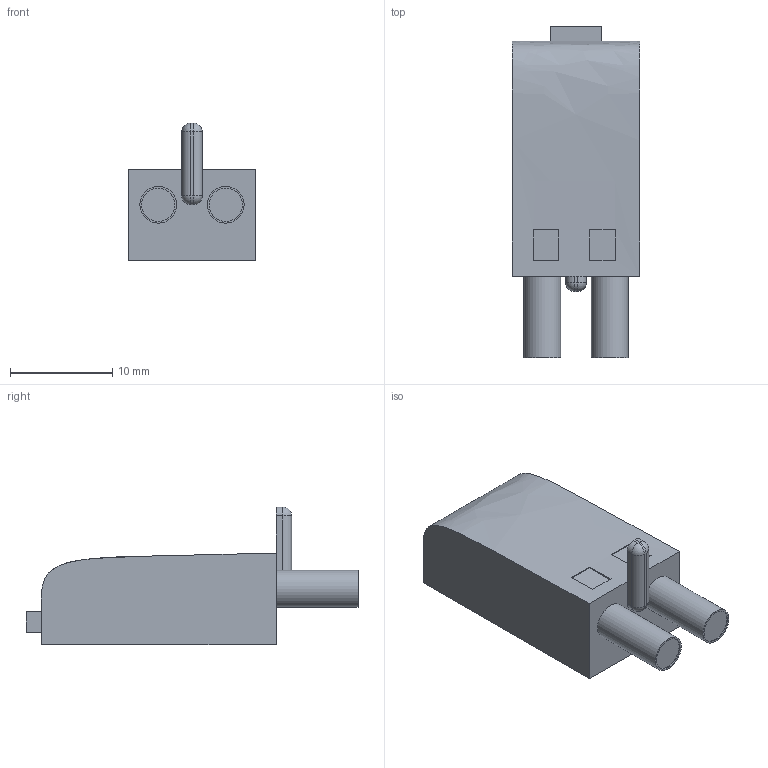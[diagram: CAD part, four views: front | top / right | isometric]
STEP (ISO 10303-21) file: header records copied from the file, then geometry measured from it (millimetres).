
FILE_DESCRIPTION((''),'2;1');
FILE_NAME('SignalModuleW.stp','2015-07-29T12:07:36',('CAD Station'),(''),'Autodesk Inventor 2013','Autodesk Inventor 2013','');
FILE_SCHEMA(('CONFIG_CONTROL_DESIGN'));
Length unit declared in the file: millimetre
Products named in the file (1): SignalModuleW
Bounding box: 12.5 x 32.5 x 13.51 mm (x, y, z)
Volume: 2648.9 mm3; surface area: 1410.5 mm2
Topology: 1 solids, 1 shells, 47 faces, 100 edges, 62 vertices
Faces by surface type: plane 30, cylinder 12, sphere 4, bspline 1
Full cylindrical faces by diameter (mm): 3.26 x1, 3.272 x1, 3.6 x2
Entity records: 1328 total; most frequent: CARTESIAN_POINT 247, DIRECTION 204, ORIENTED_EDGE 192, EDGE_CURVE 96, AXIS2_PLACEMENT_3D 71, VERTEX_POINT 62, VECTOR 62, LINE 62
